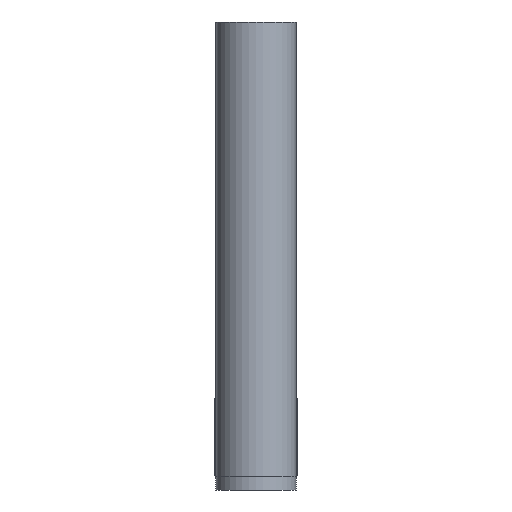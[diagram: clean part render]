
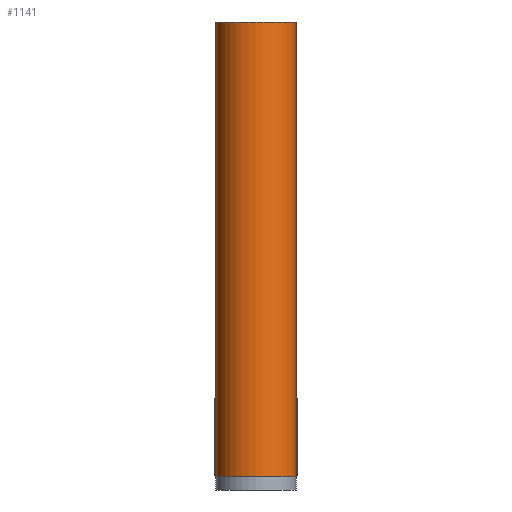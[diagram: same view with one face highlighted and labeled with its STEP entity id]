
A CAD part, front view. The second image highlights one B-rep face of the part: STEP entity #1141.
In plain terms, the highlighted cylindrical face has radius 18.5 mm (diameter 37 mm), a partial arc.
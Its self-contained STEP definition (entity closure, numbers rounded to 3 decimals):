
#10 = EDGE_LOOP ( 'NONE', ( #1810, #2243, #2879, #3808 ) ) ;
#215 = VERTEX_POINT ( 'NONE', #2070 ) ;
#388 = VERTEX_POINT ( 'NONE', #3568 ) ;
#656 = CARTESIAN_POINT ( 'NONE',  ( 18.5, 0., 0. ) ) ;
#849 = CIRCLE ( 'NONE', #850, 18.5 ) ;
#850 = AXIS2_PLACEMENT_3D ( 'NONE', #851, #852, #853 ) ;
#851 = CARTESIAN_POINT ( 'NONE',  ( 0., 0., 0. ) ) ;
#852 = DIRECTION ( 'NONE',  ( 0., 0., 1. ) ) ;
#853 = DIRECTION ( 'NONE',  ( -1., 0., 0. ) ) ;
#1007 = CARTESIAN_POINT ( 'NONE',  ( 18.5, 0., -209.8 ) ) ;
#1141 = ADVANCED_FACE ( 'NONE', ( #2057 ), #2058, .T. ) ;
#1546 = CIRCLE ( 'NONE', #1547, 18.5 ) ;
#1547 = AXIS2_PLACEMENT_3D ( 'NONE', #1548, #1549, #1550 ) ;
#1548 = CARTESIAN_POINT ( 'NONE',  ( 0., 0., -209.8 ) ) ;
#1549 = DIRECTION ( 'NONE',  ( 0., 0., 1. ) ) ;
#1550 = DIRECTION ( 'NONE',  ( 1., 0., 0. ) ) ;
#1810 = ORIENTED_EDGE ( 'NONE', *, *, #4823, .F. ) ;
#2057 = FACE_OUTER_BOUND ( 'NONE', #10, .T. ) ;
#2058 = CYLINDRICAL_SURFACE ( 'NONE', #2059, 18.5 ) ;
#2059 = AXIS2_PLACEMENT_3D ( 'NONE', #2060, #2061, #2062 ) ;
#2060 = CARTESIAN_POINT ( 'NONE',  ( 0., 0., -210. ) ) ;
#2061 = DIRECTION ( 'NONE',  ( 0., 0., 1. ) ) ;
#2062 = DIRECTION ( 'NONE',  ( 1., 0., 0. ) ) ;
#2070 = CARTESIAN_POINT ( 'NONE',  ( -18.5, 0., 0. ) ) ;
#2243 = ORIENTED_EDGE ( 'NONE', *, *, #4323, .T. ) ;
#2368 = LINE ( 'NONE', #2369, #2370 ) ;
#2369 = CARTESIAN_POINT ( 'NONE',  ( -18.5, 0., -210. ) ) ;
#2370 = VECTOR ( 'NONE', #2371, 1000. ) ;
#2371 = DIRECTION ( 'NONE',  ( 0., 0., 1. ) ) ;
#2879 = ORIENTED_EDGE ( 'NONE', *, *, #3200, .T. ) ;
#3200 = EDGE_CURVE ( 'NONE', #4272, #3413, #3732, .T. ) ;
#3413 = VERTEX_POINT ( 'NONE', #656 ) ;
#3568 = CARTESIAN_POINT ( 'NONE',  ( -18.5, 0., -209.8 ) ) ;
#3732 = LINE ( 'NONE', #3733, #3734 ) ;
#3733 = CARTESIAN_POINT ( 'NONE',  ( 18.5, 0., -210. ) ) ;
#3734 = VECTOR ( 'NONE', #3735, 1000. ) ;
#3735 = DIRECTION ( 'NONE',  ( 0., 0., 1. ) ) ;
#3808 = ORIENTED_EDGE ( 'NONE', *, *, #4109, .F. ) ;
#4109 = EDGE_CURVE ( 'NONE', #215, #3413, #849, .T. ) ;
#4272 = VERTEX_POINT ( 'NONE', #1007 ) ;
#4323 = EDGE_CURVE ( 'NONE', #388, #4272, #1546, .T. ) ;
#4823 = EDGE_CURVE ( 'NONE', #388, #215, #2368, .T. ) ;
